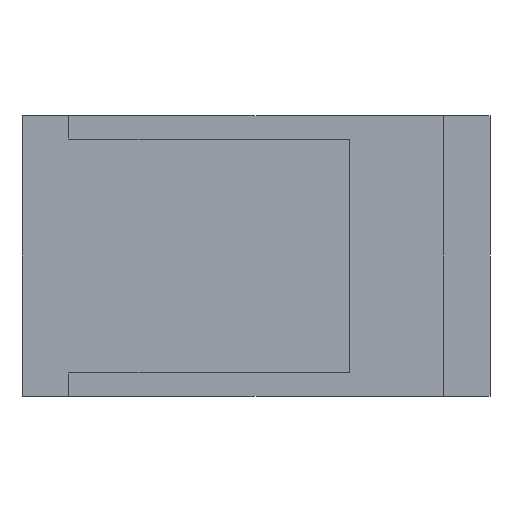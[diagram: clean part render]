
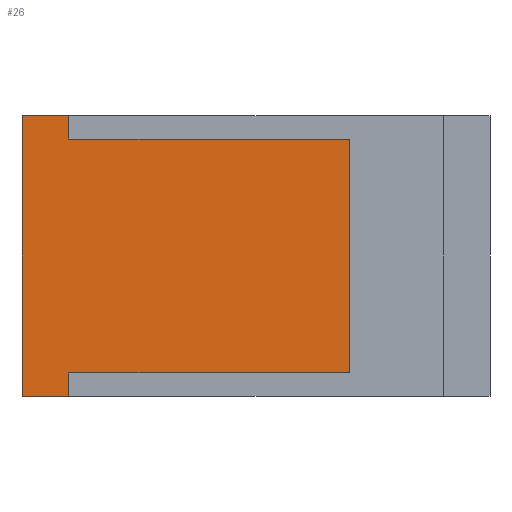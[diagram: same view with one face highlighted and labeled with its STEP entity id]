
A CAD part, front view. The second image highlights one B-rep face of the part: STEP entity #26.
In plain terms, the highlighted planar face has unit normal (0, -1, 0).
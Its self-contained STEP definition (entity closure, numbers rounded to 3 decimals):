
#7 = LINE ( 'NONE', #718, #368 ) ;
#21 = VECTOR ( 'NONE', #716, 1000. ) ;
#26 = ADVANCED_FACE ( 'NONE', ( #120 ), #454, .T. ) ;
#29 = VERTEX_POINT ( 'NONE', #91 ) ;
#32 = VERTEX_POINT ( 'NONE', #267 ) ;
#34 = DIRECTION ( 'NONE',  ( 0., 0., 1. ) ) ;
#37 = VECTOR ( 'NONE', #288, 1000. ) ;
#72 = CARTESIAN_POINT ( 'NONE',  ( 1., -0.01, 1.25 ) ) ;
#85 = CARTESIAN_POINT ( 'NONE',  ( 0., -0.01, 0. ) ) ;
#91 = CARTESIAN_POINT ( 'NONE',  ( -2., -0.01, 1.25 ) ) ;
#92 = EDGE_LOOP ( 'NONE', ( #617, #591, #257, #238, #168, #165, #488, #751 ) ) ;
#96 = EDGE_CURVE ( 'NONE', #29, #705, #412, .T. ) ;
#119 = CARTESIAN_POINT ( 'NONE',  ( -2., -0.01, -1.5 ) ) ;
#120 = FACE_OUTER_BOUND ( 'NONE', #92, .T. ) ;
#133 = DIRECTION ( 'NONE',  ( 0., 0., -1. ) ) ;
#142 = CARTESIAN_POINT ( 'NONE',  ( 2.5, -0.01, -1.5 ) ) ;
#146 = CARTESIAN_POINT ( 'NONE',  ( 1., -0.01, -1.25 ) ) ;
#158 = CARTESIAN_POINT ( 'NONE',  ( -2., -0.01, -1.25 ) ) ;
#165 = ORIENTED_EDGE ( 'NONE', *, *, #289, .T. ) ;
#166 = DIRECTION ( 'NONE',  ( 1., 0., 0. ) ) ;
#168 = ORIENTED_EDGE ( 'NONE', *, *, #535, .T. ) ;
#177 = CARTESIAN_POINT ( 'NONE',  ( -2., -0.01, 0. ) ) ;
#178 = EDGE_CURVE ( 'NONE', #571, #401, #336, .T. ) ;
#184 = LINE ( 'NONE', #704, #37 ) ;
#198 = CARTESIAN_POINT ( 'NONE',  ( -2., -0.01, 0. ) ) ;
#199 = VERTEX_POINT ( 'NONE', #158 ) ;
#207 = LINE ( 'NONE', #360, #21 ) ;
#225 = CARTESIAN_POINT ( 'NONE',  ( 0., -0.01, 1.25 ) ) ;
#234 = EDGE_CURVE ( 'NONE', #618, #487, #184, .T. ) ;
#238 = ORIENTED_EDGE ( 'NONE', *, *, #96, .T. ) ;
#249 = EDGE_CURVE ( 'NONE', #487, #29, #439, .T. ) ;
#253 = LINE ( 'NONE', #723, #642 ) ;
#254 = DIRECTION ( 'NONE',  ( -1., 0., 0. ) ) ;
#257 = ORIENTED_EDGE ( 'NONE', *, *, #249, .T. ) ;
#267 = CARTESIAN_POINT ( 'NONE',  ( -2.5, -0.01, 1.5 ) ) ;
#288 = DIRECTION ( 'NONE',  ( 0., 0., 1. ) ) ;
#289 = EDGE_CURVE ( 'NONE', #32, #571, #207, .T. ) ;
#293 = EDGE_CURVE ( 'NONE', #199, #618, #7, .T. ) ;
#318 = DIRECTION ( 'NONE',  ( 0., 0., 1. ) ) ;
#336 = LINE ( 'NONE', #142, #613 ) ;
#360 = CARTESIAN_POINT ( 'NONE',  ( -2.5, -0.01, 0. ) ) ;
#368 = VECTOR ( 'NONE', #166, 1000. ) ;
#383 = AXIS2_PLACEMENT_3D ( 'NONE', #85, #749, #133 ) ;
#401 = VERTEX_POINT ( 'NONE', #119 ) ;
#412 = LINE ( 'NONE', #198, #774 ) ;
#432 = CARTESIAN_POINT ( 'NONE',  ( -2.5, -0.01, -1.5 ) ) ;
#437 = VECTOR ( 'NONE', #318, 1000. ) ;
#439 = LINE ( 'NONE', #225, #497 ) ;
#454 = PLANE ( 'NONE',  #383 ) ;
#480 = EDGE_CURVE ( 'NONE', #401, #199, #522, .T. ) ;
#487 = VERTEX_POINT ( 'NONE', #72 ) ;
#488 = ORIENTED_EDGE ( 'NONE', *, *, #178, .T. ) ;
#497 = VECTOR ( 'NONE', #630, 1000. ) ;
#522 = LINE ( 'NONE', #177, #437 ) ;
#535 = EDGE_CURVE ( 'NONE', #705, #32, #253, .T. ) ;
#571 = VERTEX_POINT ( 'NONE', #432 ) ;
#591 = ORIENTED_EDGE ( 'NONE', *, *, #234, .T. ) ;
#613 = VECTOR ( 'NONE', #683, 1000. ) ;
#617 = ORIENTED_EDGE ( 'NONE', *, *, #293, .T. ) ;
#618 = VERTEX_POINT ( 'NONE', #146 ) ;
#630 = DIRECTION ( 'NONE',  ( -1., 0., 0. ) ) ;
#642 = VECTOR ( 'NONE', #254, 1000. ) ;
#683 = DIRECTION ( 'NONE',  ( 1., 0., 0. ) ) ;
#704 = CARTESIAN_POINT ( 'NONE',  ( 1., -0.01, 0. ) ) ;
#705 = VERTEX_POINT ( 'NONE', #768 ) ;
#716 = DIRECTION ( 'NONE',  ( 0., 0., -1. ) ) ;
#718 = CARTESIAN_POINT ( 'NONE',  ( 0., -0.01, -1.25 ) ) ;
#723 = CARTESIAN_POINT ( 'NONE',  ( 2.5, -0.01, 1.5 ) ) ;
#749 = DIRECTION ( 'NONE',  ( 0., -1., 0. ) ) ;
#751 = ORIENTED_EDGE ( 'NONE', *, *, #480, .T. ) ;
#768 = CARTESIAN_POINT ( 'NONE',  ( -2., -0.01, 1.5 ) ) ;
#774 = VECTOR ( 'NONE', #34, 1000. ) ;
